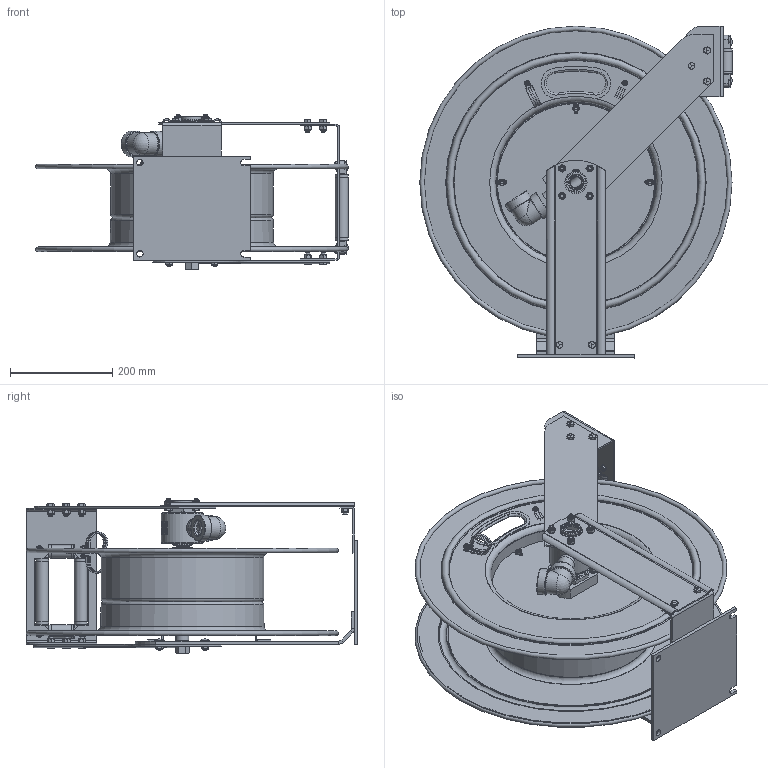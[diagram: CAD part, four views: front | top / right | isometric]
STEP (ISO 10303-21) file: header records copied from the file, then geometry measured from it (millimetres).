
FILE_DESCRIPTION(/* description */ (''),/* implementation_level */ '2;1');
FILE_NAME(/* name */ 'TSHL-N-650_SHARED.stp',/* time_stamp */ '2020-01-24T14:22:43-07:00',/* author */ ('NMelton'),/* organization */ (''),/* preprocessor_version */ 'ST-DEVELOPER v17',/* originating_system */ 'Autodesk Inventor 2019',/* authorisation */ '');
FILE_SCHEMA (('AUTOMOTIVE_DESIGN { 1 0 10303 214 3 1 1 }'));
Products named in the file (1): TSHL-N-650_SHARED
Bounding box: 609.95 x 647.67 x 303.16 mm (x, y, z)
Surface area: 2393840.9 mm2 (no closed solid volume)
Topology: 0 solids, 244 shells, 2987 faces, 11836 edges, 8692 vertices
Faces by surface type: plane 1552, cylinder 707, bspline 301, cone 279, torus 87, sphere 61
Full cylindrical faces by diameter (mm): 2.54 x1, 3.048 x1, 3.175 x2, 3.962 x2, 4.826 x2, 5.182 x2, 5.588 x2, 6.35 x6, 7.137 x2, 7.925 x4, 7.938 x12, 8.636 x4, 10.414 x1, 10.439 x3, 11.43 x12, 12.192 x16, 12.7 x2, 15.875 x4, 17.882 x1, 19.05 x2, 22.098 x1, 25.362 x1, 25.4 x12, 26.67 x2, 28.448 x1, 28.575 x1, 33.401 x1, 35.052 x1, 35.636 x1, 37.287 x1
Entity records: 131282 total; most frequent: CARTESIAN_POINT 35290, DIRECTION 18103, ORIENTED_EDGE 17497, EDGE_CURVE 11738, VERTEX_POINT 8692, LINE 6289, VECTOR 6289, AXIS2_PLACEMENT_3D 5907
